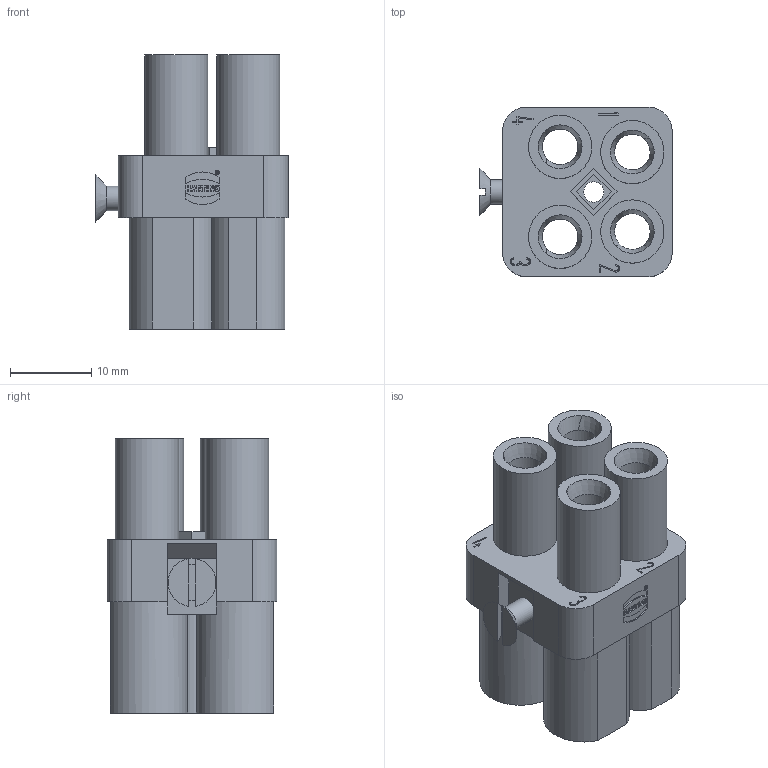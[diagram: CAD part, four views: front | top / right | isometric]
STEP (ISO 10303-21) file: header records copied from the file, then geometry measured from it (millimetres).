
FILE_DESCRIPTION(/* description */ (''),/* implementation_level */ '2;1');
FILE_NAME(/* name */ '100516617ugm000_c.stp',/* time_stamp */ '2019-10-28T13:36:35+01:00',/* author */ (''),/* organization */ (''),/* preprocessor_version */ 'ST-DEVELOPER v16.7',/* originating_system */ 'SIEMENS PLM Software NX 12.0',/* authorisation */ '');
FILE_SCHEMA (('AUTOMOTIVE_DESIGN { 1 0 10303 214 3 1 1 1 }'));
Length unit declared in the file: millimetre
Products named in the file (1): 100516617ugm000_c
Bounding box: 23.74 x 20.95 x 33.8 mm (x, y, z)
Volume: 6226.9 mm3; surface area: 6719.7 mm2
Topology: 1 solids, 1 shells, 288 faces, 843 edges, 679 vertices
Faces by surface type: plane 215, cylinder 44, cone 13, bspline 10, revolution 4, extrusion 2
Full cylindrical faces by diameter (mm): 0.455 x1, 0.538 x1, 2.5 x1, 3 x1, 3.05 x1, 4.4 x4, 6.348 x2, 6.35 x2, 7.8 x4
Entity records: 11845 total; most frequent: CARTESIAN_POINT 2169, ORIENTED_EDGE 1454, DIRECTION 1429, EDGE_CURVE 727, VECTOR 605, LINE 603, VERTEX_POINT 494, AXIS2_PLACEMENT_3D 410
